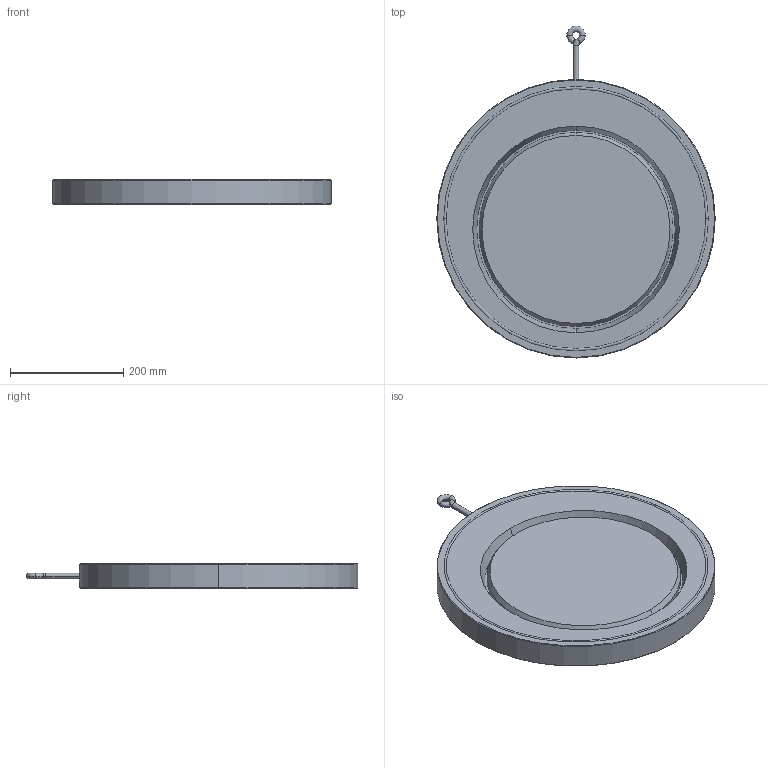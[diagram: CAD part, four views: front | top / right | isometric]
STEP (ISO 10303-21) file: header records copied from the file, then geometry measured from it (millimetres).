
FILE_DESCRIPTION (( 'STEP AP203' ), '1' );
FILE_NAME ('ZRK DN400 PN10 Dummy.STEP', '2016-04-18T11:32:51', ( 'rv' ), ( 'Hewlett-Packard Company' ), 'SwSTEP 2.0', 'SolidWorks 2015', '' );
FILE_SCHEMA (( 'CONFIG_CONTROL_DESIGN' ));
Length unit declared in the file: millimetre
Products named in the file (1): ZRK DN400 PN10 Dummy
Bounding box: 491 x 585.25 x 45.8 mm (x, y, z)
Volume: 6106578.1 mm3; surface area: 536314.3 mm2
Topology: 2 solids, 2 shells, 43 faces, 86 edges, 52 vertices
Faces by surface type: torus 18, plane 9, cone 8, cylinder 8
Entity records: 1289 total; most frequent: CARTESIAN_POINT 256, DIRECTION 240, ORIENTED_EDGE 172, AXIS2_PLACEMENT_3D 112, EDGE_CURVE 86, CIRCLE 68, VERTEX_POINT 52, EDGE_LOOP 50
